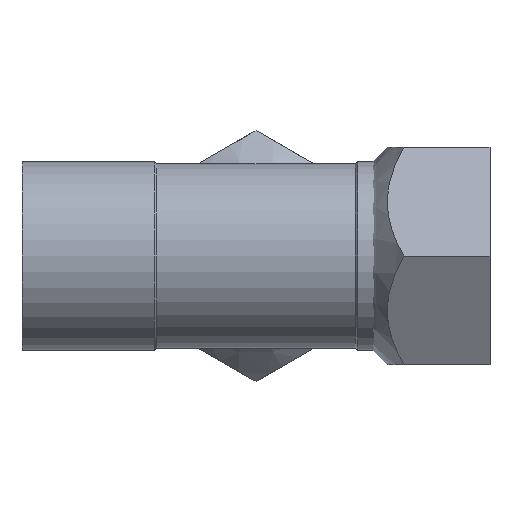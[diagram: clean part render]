
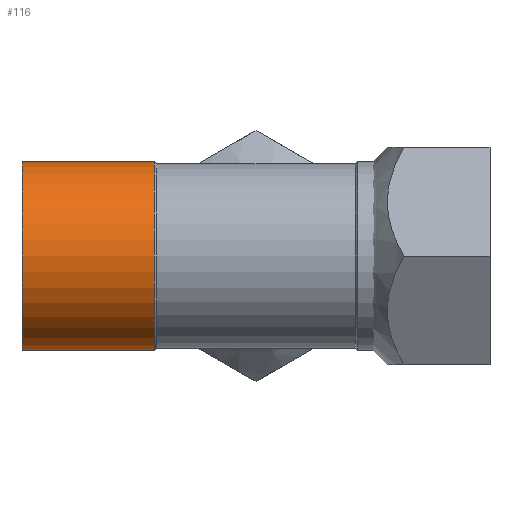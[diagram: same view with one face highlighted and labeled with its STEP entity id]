
A CAD part, left-side view. The second image highlights one B-rep face of the part: STEP entity #116.
In plain terms, the highlighted cylindrical face has radius 20 mm (diameter 40 mm), a full revolution.
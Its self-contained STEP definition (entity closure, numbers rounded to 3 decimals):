
#116 = ADVANCED_FACE( '', ( #242, #243 ), #244, .T. );
#242 = FACE_OUTER_BOUND( '', #360, .T. );
#243 = FACE_OUTER_BOUND( '', #361, .T. );
#244 = CYLINDRICAL_SURFACE( '', #362, 20. );
#360 = EDGE_LOOP( '', ( #553 ) );
#361 = EDGE_LOOP( '', ( #554 ) );
#362 = AXIS2_PLACEMENT_3D( '', #555, #556, #557 );
#553 = ORIENTED_EDGE( '', *, *, #611, .F. );
#554 = ORIENTED_EDGE( '', *, *, #580, .T. );
#555 = CARTESIAN_POINT( '', ( 0., 70., 0. ) );
#556 = DIRECTION( '', ( 0., -1., 0. ) );
#557 = DIRECTION( '', ( 0., 0., -1. ) );
#580 = EDGE_CURVE( '', #662, #662, #663, .T. );
#611 = EDGE_CURVE( '', #706, #706, #707, .T. );
#662 = VERTEX_POINT( '', #869 );
#663 = CIRCLE( '', #870, 20. );
#706 = VERTEX_POINT( '', #1009 );
#707 = CIRCLE( '', #1010, 20. );
#869 = CARTESIAN_POINT( '', ( 20., 99., 0. ) );
#870 = AXIS2_PLACEMENT_3D( '', #1058, #1059, #1060 );
#1009 = CARTESIAN_POINT( '', ( 0., 71., -20. ) );
#1010 = AXIS2_PLACEMENT_3D( '', #1085, #1086, #1087 );
#1058 = CARTESIAN_POINT( '', ( 0., 99., 0. ) );
#1059 = DIRECTION( '', ( 0., -1., 0. ) );
#1060 = DIRECTION( '', ( 1., 0., 0. ) );
#1085 = CARTESIAN_POINT( '', ( 0., 71., 0. ) );
#1086 = DIRECTION( '', ( 0., -1., 0. ) );
#1087 = DIRECTION( '', ( 0., 0., -1. ) );
